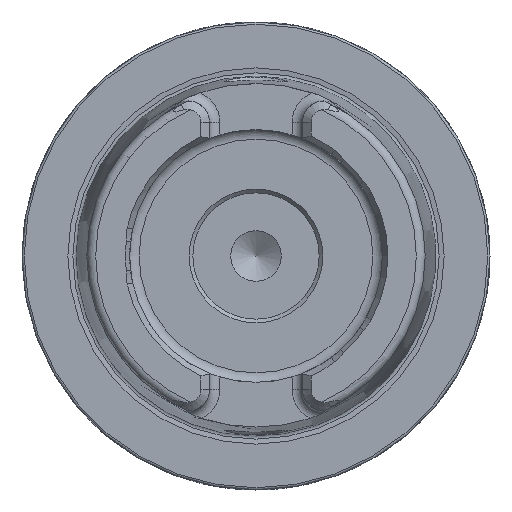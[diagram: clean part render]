
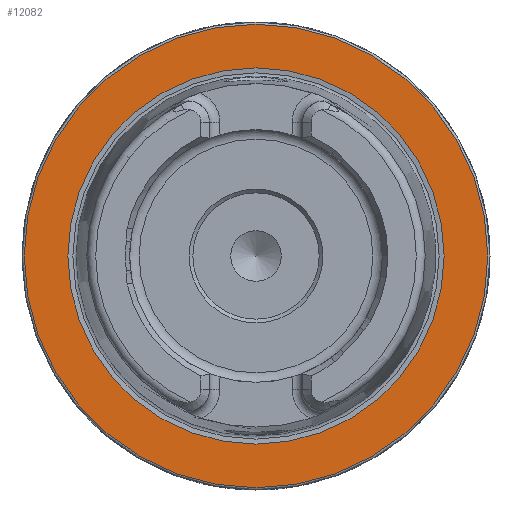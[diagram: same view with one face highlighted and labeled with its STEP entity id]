
A CAD part, left-side view. The second image highlights one B-rep face of the part: STEP entity #12082.
In plain terms, the highlighted planar face has unit normal (-1, 0, 0).
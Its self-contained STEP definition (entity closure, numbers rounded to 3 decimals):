
#513 = AXIS2_PLACEMENT_3D ( 'NONE', #5524, #6721, #6539 ) ;
#1636 = DIRECTION ( 'NONE',  ( 0., 0., 1. ) ) ;
#1669 = EDGE_CURVE ( 'NONE', #7921, #7921, #7560, .T. ) ;
#2170 = CARTESIAN_POINT ( 'NONE',  ( 0., 31.2, 0. ) ) ;
#2298 = FACE_BOUND ( 'NONE', #10213, .T. ) ;
#3486 = PLANE ( 'NONE',  #8220 ) ;
#5293 = ORIENTED_EDGE ( 'NONE', *, *, #1669, .F. ) ;
#5524 = CARTESIAN_POINT ( 'NONE',  ( 0., 0., 0. ) ) ;
#6032 = VERTEX_POINT ( 'NONE', #8819 ) ;
#6421 = CARTESIAN_POINT ( 'NONE',  ( 0., 0., 25.324 ) ) ;
#6539 = DIRECTION ( 'NONE',  ( 0., 0., 1. ) ) ;
#6721 = DIRECTION ( 'NONE',  ( -1., 0., 0. ) ) ;
#7560 = CIRCLE ( 'NONE', #513, 25.324 ) ;
#7776 = DIRECTION ( 'NONE',  ( 1., 0., 0. ) ) ;
#7921 = VERTEX_POINT ( 'NONE', #6421 ) ;
#8220 = AXIS2_PLACEMENT_3D ( 'NONE', #2170, #7776, #13241 ) ;
#8289 = CARTESIAN_POINT ( 'NONE',  ( 0., 0., 0. ) ) ;
#8819 = CARTESIAN_POINT ( 'NONE',  ( 0., 0., 31.2 ) ) ;
#9124 = EDGE_CURVE ( 'NONE', #6032, #6032, #12101, .T. ) ;
#10068 = FACE_OUTER_BOUND ( 'NONE', #13357, .T. ) ;
#10213 = EDGE_LOOP ( 'NONE', ( #5293 ) ) ;
#10938 = ORIENTED_EDGE ( 'NONE', *, *, #9124, .T. ) ;
#12082 = ADVANCED_FACE ( 'NONE', ( #2298, #10068 ), #3486, .F. ) ;
#12101 = CIRCLE ( 'NONE', #13653, 31.2 ) ;
#13241 = DIRECTION ( 'NONE',  ( 0., 0., -1. ) ) ;
#13357 = EDGE_LOOP ( 'NONE', ( #10938 ) ) ;
#13653 = AXIS2_PLACEMENT_3D ( 'NONE', #8289, #13672, #1636 ) ;
#13672 = DIRECTION ( 'NONE',  ( -1., 0., 0. ) ) ;
